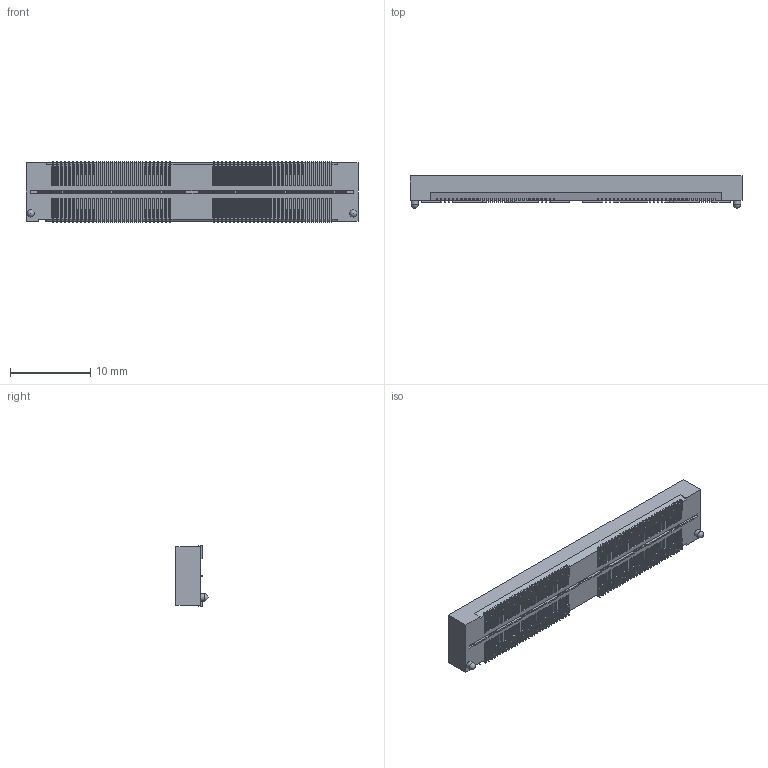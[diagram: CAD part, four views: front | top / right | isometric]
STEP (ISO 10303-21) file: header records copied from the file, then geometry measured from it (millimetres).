
FILE_DESCRIPTION(/* description */ ('STEP AP214'),/* implementation_level */ '2;1');
FILE_NAME(/* name */ 'QSH-060-01-L-D-A',/* time_stamp */ '2025-05-06T03:25:31+02:00',/* author */ ('License CC BY-ND 4.0'),/* organization */ ('CADENAS'),/* preprocessor_version */ 'ST-DEVELOPER v19.3',/* originating_system */ 'PARTsolutions',/* authorisation */ ' ');
FILE_SCHEMA (('AUTOMOTIVE_DESIGN {1 0 10303 214 3 1 1}'));
Products named in the file (5): QSH-060-01-L-D-A; TQSH-060-01-D-A_terminal; T-1G2-01-060; C-126-21-060-D-L; C-126-21-060-D-F2
Assembly tree (7 placements, depth 2):
  QSH-060-01-L-D-A
    TQSH-060-01-D-A_terminal
    T-1G2-01-060  x2
    C-126-21-060-D-L  x2
    C-126-21-060-D-F2  x2
Bounding box: 41.31 x 4 x 7.49 mm (x, y, z)
Volume: 551.8 mm3; surface area: 3341.6 mm2
Topology: 7 solids, 7 shells, 3680 faces, 10979 edges, 7320 vertices
Faces by surface type: plane 3180, cylinder 498, sphere 2
Full cylindrical faces by diameter (mm): 0.889 x2
Entity records: 81966 total; most frequent: CARTESIAN_POINT 14777, ORIENTED_EDGE 14750, DIRECTION 12843, EDGE_CURVE 7375, LINE 6875, VECTOR 6875, VERTEX_POINT 4918, AXIS2_PLACEMENT_3D 2984
